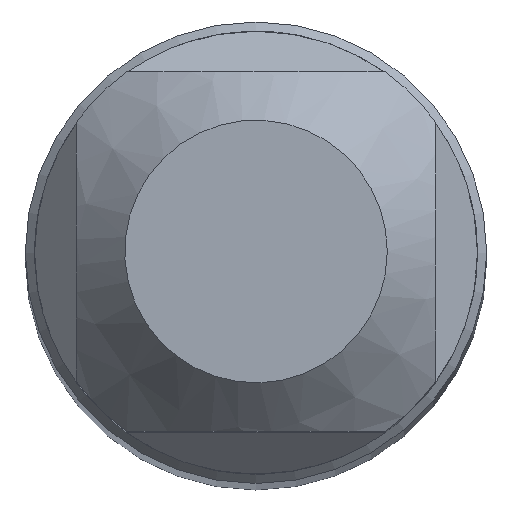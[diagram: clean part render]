
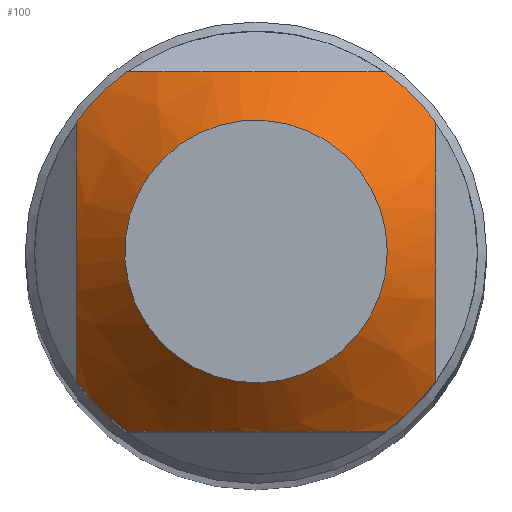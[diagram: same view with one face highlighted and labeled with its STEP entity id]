
A CAD part, top view. The second image highlights one B-rep face of the part: STEP entity #100.
In plain terms, the highlighted conical face has half-angle 45 degrees and reference radius 1.019 mm.
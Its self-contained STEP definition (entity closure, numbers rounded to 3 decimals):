
#100=ADVANCED_FACE('',(#130,#131),#124,.T.);
#124=CONICAL_SURFACE('',#400,1.019,45.);
#130=FACE_BOUND('',#154,.T.);
#131=FACE_BOUND('',#155,.T.);
#154=EDGE_LOOP('',(#190));
#155=EDGE_LOOP('',(#191,#192,#193,#194,#195,#196,#197,#198));
#190=ORIENTED_EDGE('',*,*,#293,.F.);
#191=ORIENTED_EDGE('',*,*,#294,.T.);
#192=ORIENTED_EDGE('',*,*,#295,.T.);
#193=ORIENTED_EDGE('',*,*,#296,.T.);
#194=ORIENTED_EDGE('',*,*,#297,.T.);
#195=ORIENTED_EDGE('',*,*,#298,.T.);
#196=ORIENTED_EDGE('',*,*,#299,.T.);
#197=ORIENTED_EDGE('',*,*,#300,.T.);
#198=ORIENTED_EDGE('',*,*,#301,.T.);
#264=VERTEX_POINT('',#580);
#265=VERTEX_POINT('',#582);
#266=VERTEX_POINT('',#583);
#267=VERTEX_POINT('',#590);
#268=VERTEX_POINT('',#592);
#269=VERTEX_POINT('',#599);
#270=VERTEX_POINT('',#601);
#271=VERTEX_POINT('',#608);
#272=VERTEX_POINT('',#610);
#293=EDGE_CURVE('',#264,#264,#330,.T.);
#294=EDGE_CURVE('',#265,#266,#331,.T.);
#295=EDGE_CURVE('',#266,#267,#356,.T.);
#296=EDGE_CURVE('',#267,#268,#332,.T.);
#297=EDGE_CURVE('',#268,#269,#357,.T.);
#298=EDGE_CURVE('',#269,#270,#333,.T.);
#299=EDGE_CURVE('',#270,#271,#358,.T.);
#300=EDGE_CURVE('',#271,#272,#334,.T.);
#301=EDGE_CURVE('',#272,#265,#359,.T.);
#330=CIRCLE('',#395,1.019);
#331=CIRCLE('',#396,1.719);
#332=CIRCLE('',#397,1.719);
#333=CIRCLE('',#398,1.719);
#334=CIRCLE('',#399,1.719);
#356=B_SPLINE_CURVE_WITH_KNOTS('',3,(#584,#585,#586,#587,#588,#589),
 .UNSPECIFIED.,.F.,.F.,(4,2,4),(0.,0.5,1.),.UNSPECIFIED.);
#357=B_SPLINE_CURVE_WITH_KNOTS('',3,(#593,#594,#595,#596,#597,#598),
 .UNSPECIFIED.,.F.,.F.,(4,2,4),(0.,0.5,1.),.UNSPECIFIED.);
#358=B_SPLINE_CURVE_WITH_KNOTS('',3,(#602,#603,#604,#605,#606,#607),
 .UNSPECIFIED.,.F.,.F.,(4,2,4),(0.,0.5,1.),.UNSPECIFIED.);
#359=B_SPLINE_CURVE_WITH_KNOTS('',3,(#611,#612,#613,#614,#615,#616),
 .UNSPECIFIED.,.F.,.F.,(4,2,4),(0.,0.5,1.),.UNSPECIFIED.);
#395=AXIS2_PLACEMENT_3D('',#579,#448,#449);
#396=AXIS2_PLACEMENT_3D('',#581,#450,#451);
#397=AXIS2_PLACEMENT_3D('',#591,#452,#453);
#398=AXIS2_PLACEMENT_3D('',#600,#454,#455);
#399=AXIS2_PLACEMENT_3D('',#609,#456,#457);
#400=AXIS2_PLACEMENT_3D('',#617,#458,#459);
#448=DIRECTION('',(0.,0.,1.));
#449=DIRECTION('',(1.,0.,0.));
#450=DIRECTION('',(0.,0.,1.));
#451=DIRECTION('',(-1.,0.,0.));
#452=DIRECTION('',(0.,0.,1.));
#453=DIRECTION('',(-1.,0.,0.));
#454=DIRECTION('',(0.,0.,1.));
#455=DIRECTION('',(-1.,0.,0.));
#456=DIRECTION('',(0.,0.,1.));
#457=DIRECTION('',(-1.,0.,0.));
#458=DIRECTION('',(0.,0.,-1.));
#459=DIRECTION('',(-1.,0.,0.));
#579=CARTESIAN_POINT('',(0.,0.,0.));
#580=CARTESIAN_POINT('',(1.019,0.,0.));
#581=CARTESIAN_POINT('',(0.,0.,-0.7));
#582=CARTESIAN_POINT('',(1.004,-1.395,-0.7));
#583=CARTESIAN_POINT('',(1.395,-1.004,-0.7));
#584=CARTESIAN_POINT('',(1.395,-1.004,-0.7));
#585=CARTESIAN_POINT('',(1.395,-0.697,-0.521));
#586=CARTESIAN_POINT('',(1.395,-0.354,-0.376));
#587=CARTESIAN_POINT('',(1.395,0.354,-0.376));
#588=CARTESIAN_POINT('',(1.395,0.698,-0.521));
#589=CARTESIAN_POINT('',(1.395,1.004,-0.7));
#590=CARTESIAN_POINT('',(1.395,1.004,-0.7));
#591=CARTESIAN_POINT('',(0.,0.,-0.7));
#592=CARTESIAN_POINT('',(1.004,1.395,-0.7));
#593=CARTESIAN_POINT('',(1.004,1.395,-0.7));
#594=CARTESIAN_POINT('',(0.697,1.395,-0.521));
#595=CARTESIAN_POINT('',(0.354,1.395,-0.376));
#596=CARTESIAN_POINT('',(-0.354,1.395,-0.376));
#597=CARTESIAN_POINT('',(-0.698,1.395,-0.521));
#598=CARTESIAN_POINT('',(-1.004,1.395,-0.7));
#599=CARTESIAN_POINT('',(-1.004,1.395,-0.7));
#600=CARTESIAN_POINT('',(0.,0.,-0.7));
#601=CARTESIAN_POINT('',(-1.395,1.004,-0.7));
#602=CARTESIAN_POINT('',(-1.395,1.004,-0.7));
#603=CARTESIAN_POINT('',(-1.395,0.698,-0.521));
#604=CARTESIAN_POINT('',(-1.395,0.354,-0.376));
#605=CARTESIAN_POINT('',(-1.395,-0.354,-0.376));
#606=CARTESIAN_POINT('',(-1.395,-0.697,-0.521));
#607=CARTESIAN_POINT('',(-1.395,-1.004,-0.7));
#608=CARTESIAN_POINT('',(-1.395,-1.004,-0.7));
#609=CARTESIAN_POINT('',(0.,0.,-0.7));
#610=CARTESIAN_POINT('',(-1.004,-1.395,-0.7));
#611=CARTESIAN_POINT('',(-1.004,-1.395,-0.7));
#612=CARTESIAN_POINT('',(-0.698,-1.395,-0.521));
#613=CARTESIAN_POINT('',(-0.354,-1.395,-0.376));
#614=CARTESIAN_POINT('',(0.354,-1.395,-0.376));
#615=CARTESIAN_POINT('',(0.697,-1.395,-0.521));
#616=CARTESIAN_POINT('',(1.004,-1.395,-0.7));
#617=CARTESIAN_POINT('',(0.,0.,0.));
